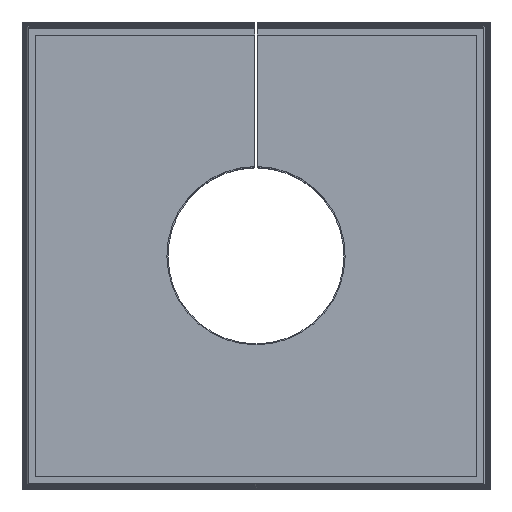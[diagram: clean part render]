
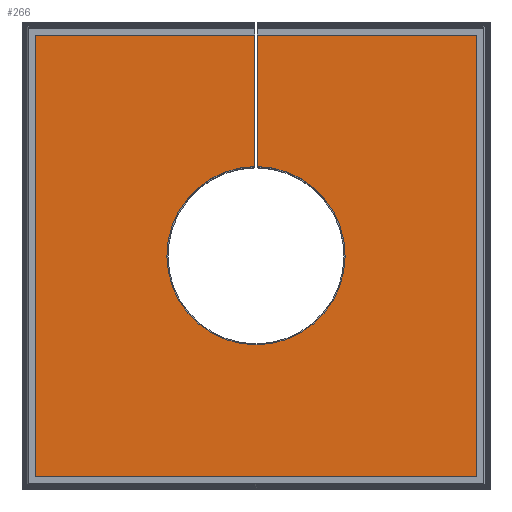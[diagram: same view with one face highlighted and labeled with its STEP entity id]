
A CAD part, top view. The second image highlights one B-rep face of the part: STEP entity #266.
In plain terms, the highlighted planar face has unit normal (0, 0, 1).
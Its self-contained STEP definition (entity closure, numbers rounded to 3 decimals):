
#60=CIRCLE('',#2224,8.);
#266=ADVANCED_FACE('',(#469),#367,.T.);
#367=PLANE('',#2225);
#469=FACE_OUTER_BOUND('',#592,.T.);
#592=EDGE_LOOP('',(#1055,#1056,#1057,#1058,#1059,#1060,#1061,#1062));
#1055=ORIENTED_EDGE('',*,*,#1653,.F.);
#1056=ORIENTED_EDGE('',*,*,#1654,.T.);
#1057=ORIENTED_EDGE('',*,*,#1655,.T.);
#1058=ORIENTED_EDGE('',*,*,#1656,.T.);
#1059=ORIENTED_EDGE('',*,*,#1657,.T.);
#1060=ORIENTED_EDGE('',*,*,#1445,.T.);
#1061=ORIENTED_EDGE('',*,*,#1658,.T.);
#1062=ORIENTED_EDGE('',*,*,#1659,.F.);
#1245=VERTEX_POINT('',#2785);
#1247=VERTEX_POINT('',#2788);
#1377=VERTEX_POINT('',#3679);
#1378=VERTEX_POINT('',#3680);
#1379=VERTEX_POINT('',#3682);
#1380=VERTEX_POINT('',#3684);
#1381=VERTEX_POINT('',#3686);
#1382=VERTEX_POINT('',#3689);
#1445=EDGE_CURVE('',#1247,#1245,#1746,.T.);
#1653=EDGE_CURVE('',#1377,#1378,#1881,.T.);
#1654=EDGE_CURVE('',#1377,#1379,#1882,.T.);
#1655=EDGE_CURVE('',#1379,#1380,#1883,.T.);
#1656=EDGE_CURVE('',#1380,#1381,#1884,.T.);
#1657=EDGE_CURVE('',#1381,#1247,#1885,.T.);
#1658=EDGE_CURVE('',#1245,#1382,#1886,.T.);
#1659=EDGE_CURVE('',#1378,#1382,#60,.T.);
#1746=LINE('',#2787,#1953);
#1881=LINE('',#3678,#2101);
#1882=LINE('',#3681,#2102);
#1883=LINE('',#3683,#2103);
#1884=LINE('',#3685,#2104);
#1885=LINE('',#3687,#2105);
#1886=LINE('',#3688,#2106);
#1953=VECTOR('',#2310,1.);
#2101=VECTOR('',#2602,1.);
#2102=VECTOR('',#2603,1.);
#2103=VECTOR('',#2604,1.);
#2104=VECTOR('',#2605,1.);
#2105=VECTOR('',#2606,1.);
#2106=VECTOR('',#2607,1.);
#2224=AXIS2_PLACEMENT_3D('',#3690,#2608,#2609);
#2225=AXIS2_PLACEMENT_3D('',#3691,#2610,#2611);
#2310=DIRECTION('',(-1.,0.,0.));
#2602=DIRECTION('',(0.,-1.,0.));
#2603=DIRECTION('',(-1.,0.,0.));
#2604=DIRECTION('',(0.,-1.,0.));
#2605=DIRECTION('',(1.,0.,0.));
#2606=DIRECTION('',(0.,1.,0.));
#2607=DIRECTION('',(0.,-1.,0.));
#2608=DIRECTION('',(0.,0.,1.));
#2609=DIRECTION('',(1.,0.,0.));
#2610=DIRECTION('',(0.,0.,1.));
#2611=DIRECTION('',(-1.,0.,0.));
#2785=CARTESIAN_POINT('',(0.1,19.8,17.7));
#2787=CARTESIAN_POINT('',(19.8,19.8,17.7));
#2788=CARTESIAN_POINT('',(19.8,19.8,17.7));
#3678=CARTESIAN_POINT('',(-0.1,0.,17.7));
#3679=CARTESIAN_POINT('',(-0.1,19.8,17.7));
#3680=CARTESIAN_POINT('',(-0.1,7.999,17.7));
#3681=CARTESIAN_POINT('',(19.8,19.8,17.7));
#3682=CARTESIAN_POINT('',(-19.8,19.8,17.7));
#3683=CARTESIAN_POINT('',(-19.8,19.8,17.7));
#3684=CARTESIAN_POINT('',(-19.8,-19.8,17.7));
#3685=CARTESIAN_POINT('',(-19.8,-19.8,17.7));
#3686=CARTESIAN_POINT('',(19.8,-19.8,17.7));
#3687=CARTESIAN_POINT('',(19.8,-19.8,17.7));
#3688=CARTESIAN_POINT('',(0.1,0.,17.7));
#3689=CARTESIAN_POINT('',(0.1,7.999,17.7));
#3690=CARTESIAN_POINT('',(0.,0.,17.7));
#3691=CARTESIAN_POINT('',(0.,0.,17.7));
